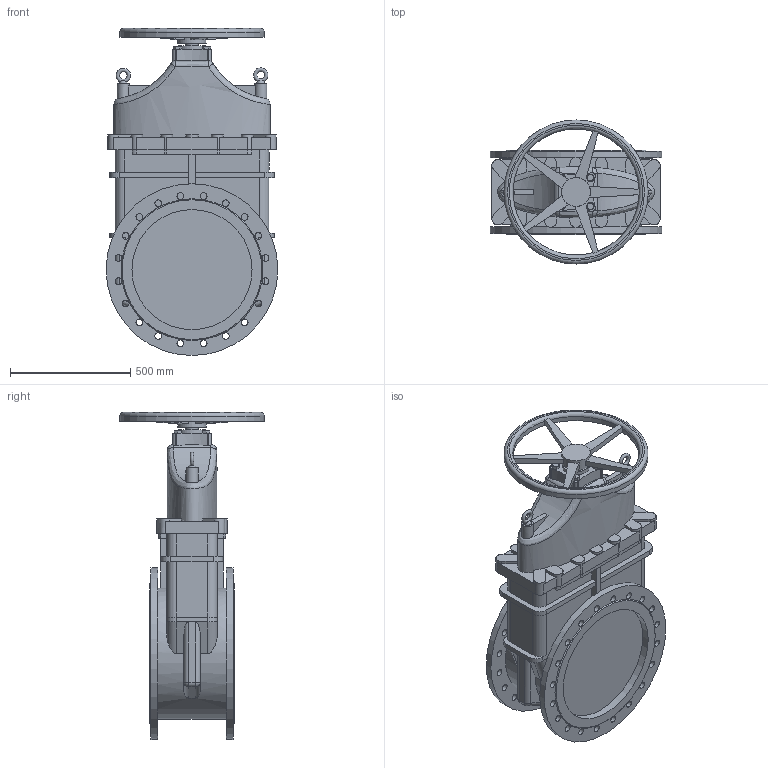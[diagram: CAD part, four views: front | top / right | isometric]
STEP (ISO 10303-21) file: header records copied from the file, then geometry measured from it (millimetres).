
FILE_DESCRIPTION(('STEP AP203'), '1');
FILE_NAME('3D_100_500-10_1', '', ('UNSPECIFIED'), ('UNSPECIFIED'), 'C3D Converter', 'C3D Toolkit', '');
FILE_SCHEMA(('CONFIG_CONTROL_DESIGN'));
Length unit declared in the file: millimetre
Bounding box: 715 x 600 x 1361.5 mm (x, y, z)
Volume: 165414375.4 mm3; surface area: 3755065.6 mm2
Topology: 2 solids, 2 shells, 3634 faces, 10801 edges, 7206 vertices
Faces by surface type: plane 3473, cylinder 126, cone 16, sphere 8, torus 6, bspline 5
Full cylindrical faces by diameter (mm): 28 x40, 50 x3, 112 x1, 120 x1, 500 x2, 525 x1, 545 x1, 551 x1, 574 x1, 600 x1, 715 x2
Entity records: 163981 total; most frequent: CARTESIAN_POINT 37527, ORIENTED_EDGE 21436, DIRECTION 18145, EDGE_CURVE 10718, LINE 10229, VECTOR 10229, VERTEX_POINT 7194, AXIS2_PLACEMENT_3D 3958
